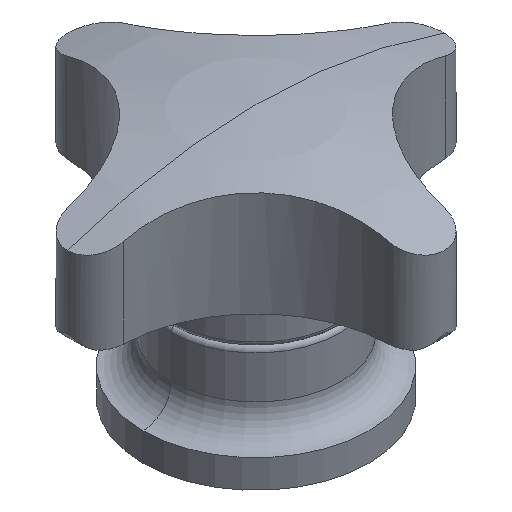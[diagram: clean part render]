
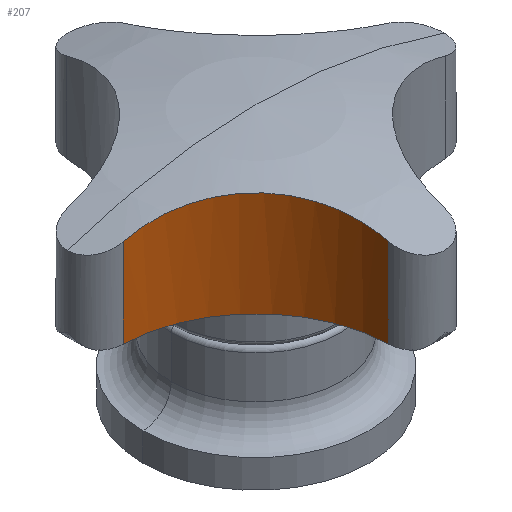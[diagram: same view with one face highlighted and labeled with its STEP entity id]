
A CAD part, isometric view. The second image highlights one B-rep face of the part: STEP entity #207.
In plain terms, the highlighted cylindrical face has radius 14.5 mm (diameter 29 mm), a partial arc.
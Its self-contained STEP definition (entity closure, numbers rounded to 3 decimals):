
#207=ADVANCED_FACE('',(#585),#586,.F.);
#235=EDGE_CURVE('',#523,#477,#617,.T.);
#267=VERTEX_POINT('',#652);
#305=EDGE_CURVE('',#377,#267,#693,.T.);
#377=VERTEX_POINT('',#772);
#413=EDGE_CURVE('',#377,#477,#810,.T.);
#477=VERTEX_POINT('',#882);
#519=EDGE_CURVE('',#267,#523,#928,.T.);
#523=VERTEX_POINT('',#932);
#585=FACE_OUTER_BOUND('',#991,.T.);
#586=CYLINDRICAL_SURFACE('',#992,14.5);
#617=B_SPLINE_CURVE_WITH_KNOTS('',3,(#1063,#1064,#1065,#1066,#1067,#1068,#1069,#1070,#1071,#1072,#1073,#1074,#1075,#1076,#1077,#1078,#1079,#1080),.UNSPECIFIED.,.F.,.F.,(4,2,2,2,2,2,2,2,4),(26.084,27.37,30.258,33.147,36.035,38.907,41.779,44.651,47.523),.UNSPECIFIED.);
#652=CARTESIAN_POINT('',(-17.085,-2.999,15.0));
#693=CIRCLE('',#1208,14.5);
#772=CARTESIAN_POINT('',(-2.999,-17.085,15.0));
#810=LINE('',#1481,#1482);
#882=CARTESIAN_POINT('',(-2.999,-17.085,24.438));
#928=LINE('',#1684,#1685);
#932=CARTESIAN_POINT('',(-17.085,-2.999,24.438));
#991=EDGE_LOOP('',(#1797,#1798,#1799,#1800));
#992=AXIS2_PLACEMENT_3D('',#1801,#1802,#1803);
#1063=CARTESIAN_POINT('',(-17.085,-2.999,24.438));
#1064=CARTESIAN_POINT('',(-16.661,-3.011,24.563));
#1065=CARTESIAN_POINT('',(-16.232,-3.041,24.684));
#1066=CARTESIAN_POINT('',(-14.835,-3.206,25.057));
#1067=CARTESIAN_POINT('',(-13.859,-3.42,25.286));
#1068=CARTESIAN_POINT('',(-11.964,-4.051,25.664));
#1069=CARTESIAN_POINT('',(-11.043,-4.468,25.814));
#1070=CARTESIAN_POINT('',(-9.321,-5.474,26.027));
#1071=CARTESIAN_POINT('',(-8.52,-6.062,26.09));
#1072=CARTESIAN_POINT('',(-7.092,-7.345,26.133));
#1073=CARTESIAN_POINT('',(-6.423,-8.075,26.115));
#1074=CARTESIAN_POINT('',(-5.24,-9.676,25.991));
#1075=CARTESIAN_POINT('',(-4.727,-10.545,25.885));
#1076=CARTESIAN_POINT('',(-3.895,-12.362,25.592));
#1077=CARTESIAN_POINT('',(-3.575,-13.31,25.404));
#1078=CARTESIAN_POINT('',(-3.14,-15.213,24.963));
#1079=CARTESIAN_POINT('',(-3.025,-16.167,24.71));
#1080=CARTESIAN_POINT('',(-2.999,-17.085,24.438));
#1208=AXIS2_PLACEMENT_3D('',#1918,#1919,#1920);
#1481=CARTESIAN_POINT('',(-2.999,-17.085,15.0));
#1482=VECTOR('',#2067,1.0);
#1684=CARTESIAN_POINT('',(-17.085,-2.999,15.0));
#1685=VECTOR('',#2209,1.0);
#1797=ORIENTED_EDGE('',*,*,#235,.F.);
#1798=ORIENTED_EDGE('',*,*,#519,.F.);
#1799=ORIENTED_EDGE('',*,*,#305,.F.);
#1800=ORIENTED_EDGE('',*,*,#413,.T.);
#1801=CARTESIAN_POINT('',(-17.493,-17.493,15.0));
#1802=DIRECTION('',(-0.0,0.0,-1.0));
#1803=DIRECTION('',(1.,0.028,0.0));
#1918=CARTESIAN_POINT('',(-17.493,-17.493,15.0));
#1919=DIRECTION('',(0.,0.,1.0));
#1920=DIRECTION('',(1.,0.028,0.));
#2067=DIRECTION('',(0.0,0.0,1.0));
#2209=DIRECTION('',(0.0,0.0,1.0));
